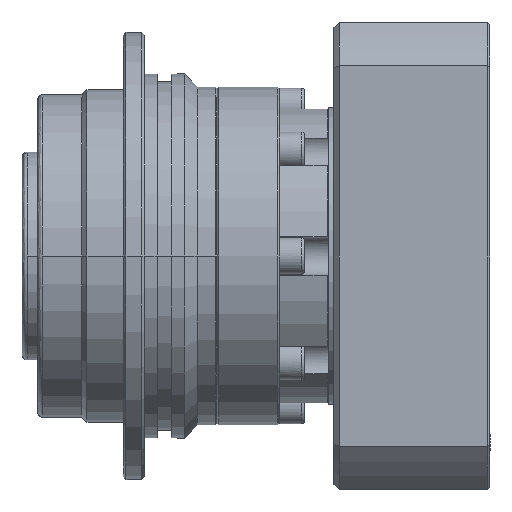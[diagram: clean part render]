
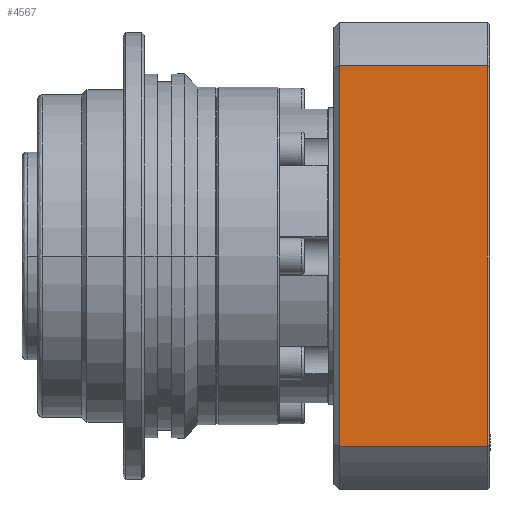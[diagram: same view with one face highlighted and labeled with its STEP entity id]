
A CAD part, front view. The second image highlights one B-rep face of the part: STEP entity #4567.
In plain terms, the highlighted planar face has unit normal (0, -1, 0).
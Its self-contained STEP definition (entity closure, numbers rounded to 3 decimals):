
#16 = CARTESIAN_POINT ( 'NONE',  ( 36.592, -45., 4.5 ) ) ;
#783 = CARTESIAN_POINT ( 'NONE',  ( -36.592, -45., 0. ) ) ;
#1474 = ORIENTED_EDGE ( 'NONE', *, *, #20146, .F. ) ;
#1621 = VECTOR ( 'NONE', #24034, 1000. ) ;
#1647 = DIRECTION ( 'NONE',  ( -1., 0., 0. ) ) ;
#1813 = CARTESIAN_POINT ( 'NONE',  ( -18.296, -45., 4.5 ) ) ;
#3111 = EDGE_CURVE ( 'NONE', #3870, #13868, #12734, .T. ) ;
#3870 = VERTEX_POINT ( 'NONE', #14917 ) ;
#3968 = EDGE_CURVE ( 'NONE', #12525, #3870, #17735, .T. ) ;
#4567 = ADVANCED_FACE ( 'NONE', ( #16647 ), #13080, .F. ) ;
#5941 = VECTOR ( 'NONE', #22887, 1000. ) ;
#6578 = LINE ( 'NONE', #17374, #5941 ) ;
#6741 = CARTESIAN_POINT ( 'NONE',  ( -36.592, -45., 33. ) ) ;
#9808 = VECTOR ( 'NONE', #24714, 1000. ) ;
#12340 = DIRECTION ( 'NONE',  ( -1., 0., 0. ) ) ;
#12342 = ORIENTED_EDGE ( 'NONE', *, *, #3111, .F. ) ;
#12435 = DIRECTION ( 'NONE',  ( 0., 1., 0. ) ) ;
#12461 = CARTESIAN_POINT ( 'NONE',  ( -36.592, -45., 33.5 ) ) ;
#12525 = VERTEX_POINT ( 'NONE', #16 ) ;
#12734 = LINE ( 'NONE', #783, #1621 ) ;
#12743 = ORIENTED_EDGE ( 'NONE', *, *, #3968, .F. ) ;
#12820 = VERTEX_POINT ( 'NONE', #14783 ) ;
#13080 = PLANE ( 'NONE',  #23452 ) ;
#13623 = CARTESIAN_POINT ( 'NONE',  ( -36.592, -45., 33. ) ) ;
#13868 = VERTEX_POINT ( 'NONE', #6741 ) ;
#14783 = CARTESIAN_POINT ( 'NONE',  ( 36.592, -45., 33. ) ) ;
#14917 = CARTESIAN_POINT ( 'NONE',  ( -36.592, -45., 4.5 ) ) ;
#15337 = EDGE_LOOP ( 'NONE', ( #20928, #1474, #12342, #12743 ) ) ;
#15633 = LINE ( 'NONE', #13623, #9808 ) ;
#16647 = FACE_OUTER_BOUND ( 'NONE', #15337, .T. ) ;
#17374 = CARTESIAN_POINT ( 'NONE',  ( 36.592, -45., 0. ) ) ;
#17735 = LINE ( 'NONE', #1813, #22084 ) ;
#18118 = EDGE_CURVE ( 'NONE', #12820, #12525, #6578, .T. ) ;
#20146 = EDGE_CURVE ( 'NONE', #13868, #12820, #15633, .T. ) ;
#20928 = ORIENTED_EDGE ( 'NONE', *, *, #18118, .F. ) ;
#22084 = VECTOR ( 'NONE', #1647, 1000. ) ;
#22887 = DIRECTION ( 'NONE',  ( 0., 0., -1. ) ) ;
#23452 = AXIS2_PLACEMENT_3D ( 'NONE', #12461, #12435, #12340 ) ;
#24034 = DIRECTION ( 'NONE',  ( 0., 0., 1. ) ) ;
#24714 = DIRECTION ( 'NONE',  ( 1., 0., 0. ) ) ;
